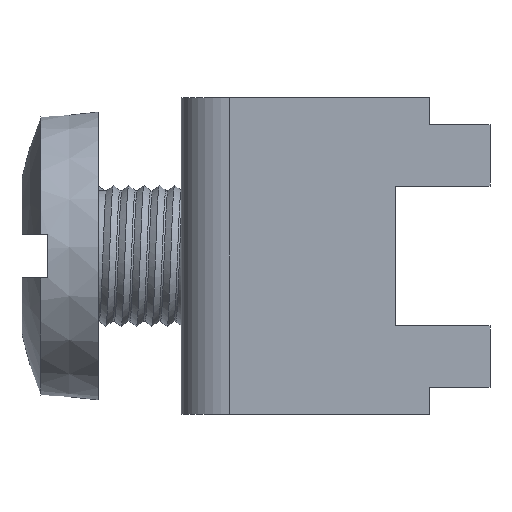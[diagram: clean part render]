
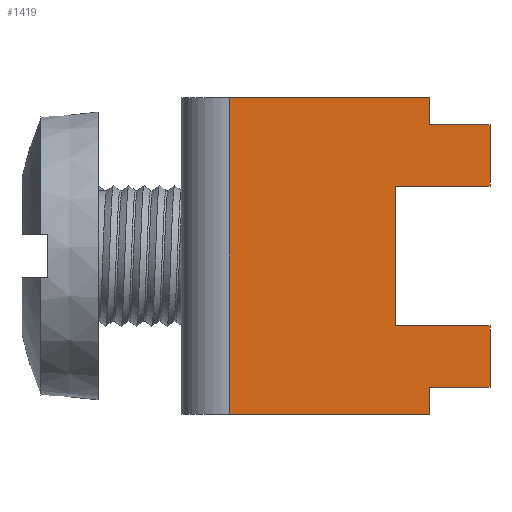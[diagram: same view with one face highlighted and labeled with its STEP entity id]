
A CAD part, left-side view. The second image highlights one B-rep face of the part: STEP entity #1419.
In plain terms, the highlighted planar face has unit normal (-1, 0, 0).
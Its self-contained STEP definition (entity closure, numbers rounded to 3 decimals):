
#66=PLANE('',#1551);
#112=LINE('',#2160,#260);
#135=LINE('',#2210,#283);
#141=LINE('',#2221,#289);
#144=LINE('',#2229,#292);
#146=LINE('',#2234,#294);
#151=LINE('',#2242,#299);
#154=LINE('',#2252,#302);
#171=LINE('',#2505,#319);
#172=LINE('',#2506,#320);
#173=LINE('',#2508,#321);
#174=LINE('',#2510,#322);
#175=LINE('',#2511,#323);
#260=VECTOR('',#1674,1000.);
#283=VECTOR('',#1711,1000.);
#289=VECTOR('',#1719,1000.);
#292=VECTOR('',#1724,1000.);
#294=VECTOR('',#1728,1000.);
#299=VECTOR('',#1735,1000.);
#302=VECTOR('',#1744,1000.);
#319=VECTOR('',#1777,1000.);
#320=VECTOR('',#1778,1000.);
#321=VECTOR('',#1779,1000.);
#322=VECTOR('',#1780,1000.);
#323=VECTOR('',#1781,1000.);
#465=FACE_OUTER_BOUND('',#554,.T.);
#554=EDGE_LOOP('',(#1108,#1109,#1110,#1111,#1112,#1113,#1114,#1115,#1116,
#1117,#1118,#1119));
#669=VERTEX_POINT('',#2157);
#670=VERTEX_POINT('',#2159);
#689=VERTEX_POINT('',#2208);
#690=VERTEX_POINT('',#2209);
#694=VERTEX_POINT('',#2219);
#697=VERTEX_POINT('',#2226);
#698=VERTEX_POINT('',#2228);
#699=VERTEX_POINT('',#2232);
#700=VERTEX_POINT('',#2233);
#706=VERTEX_POINT('',#2250);
#719=VERTEX_POINT('',#2507);
#720=VERTEX_POINT('',#2509);
#807=EDGE_CURVE('',#670,#669,#112,.T.);
#830=EDGE_CURVE('',#689,#690,#135,.T.);
#836=EDGE_CURVE('',#694,#689,#141,.T.);
#839=EDGE_CURVE('',#698,#697,#144,.T.);
#841=EDGE_CURVE('',#699,#700,#146,.T.);
#846=EDGE_CURVE('',#698,#699,#151,.T.);
#851=EDGE_CURVE('',#694,#706,#154,.T.);
#874=EDGE_CURVE('',#669,#700,#171,.T.);
#875=EDGE_CURVE('',#697,#690,#172,.T.);
#876=EDGE_CURVE('',#706,#719,#173,.T.);
#877=EDGE_CURVE('',#720,#719,#174,.T.);
#878=EDGE_CURVE('',#720,#670,#175,.T.);
#1108=ORIENTED_EDGE('',*,*,#807,.T.);
#1109=ORIENTED_EDGE('',*,*,#874,.T.);
#1110=ORIENTED_EDGE('',*,*,#841,.F.);
#1111=ORIENTED_EDGE('',*,*,#846,.F.);
#1112=ORIENTED_EDGE('',*,*,#839,.T.);
#1113=ORIENTED_EDGE('',*,*,#875,.T.);
#1114=ORIENTED_EDGE('',*,*,#830,.F.);
#1115=ORIENTED_EDGE('',*,*,#836,.F.);
#1116=ORIENTED_EDGE('',*,*,#851,.T.);
#1117=ORIENTED_EDGE('',*,*,#876,.T.);
#1118=ORIENTED_EDGE('',*,*,#877,.F.);
#1119=ORIENTED_EDGE('',*,*,#878,.T.);
#1419=ADVANCED_FACE('',(#465),#66,.F.);
#1551=AXIS2_PLACEMENT_3D('',#2504,#1775,#1776);
#1674=DIRECTION('',(0.,-1.,0.));
#1711=DIRECTION('',(0.,-1.,0.));
#1719=DIRECTION('',(0.,0.,-1.));
#1724=DIRECTION('',(0.,-1.,0.));
#1728=DIRECTION('',(0.,-1.,0.));
#1735=DIRECTION('',(0.,0.,-1.));
#1744=DIRECTION('',(0.,1.,0.));
#1775=DIRECTION('center_axis',(1.,0.,0.));
#1776=DIRECTION('ref_axis',(0.,0.,-1.));
#1777=DIRECTION('',(0.,0.,1.));
#1778=DIRECTION('',(0.,0.,1.));
#1779=DIRECTION('',(0.,0.,-1.));
#1780=DIRECTION('',(0.,1.,0.));
#1781=DIRECTION('',(0.,0.,1.));
#2157=CARTESIAN_POINT('',(-1.805,-3.421,-3.483));
#2159=CARTESIAN_POINT('',(-1.805,-1.917,-3.483));
#2160=CARTESIAN_POINT('',(-1.805,-6.159,-3.483));
#2208=CARTESIAN_POINT('',(-1.805,-1.917,3.045));
#2209=CARTESIAN_POINT('',(-1.805,-3.421,3.045));
#2210=CARTESIAN_POINT('',(-1.805,-1.917,3.045));
#2219=CARTESIAN_POINT('',(-1.805,-1.917,3.718));
#2221=CARTESIAN_POINT('',(-1.805,-1.917,3.718));
#2226=CARTESIAN_POINT('',(-1.805,-3.421,1.521));
#2228=CARTESIAN_POINT('',(-1.805,-1.079,1.521));
#2229=CARTESIAN_POINT('',(-1.805,-1.079,1.521));
#2232=CARTESIAN_POINT('',(-1.805,-1.079,-1.959));
#2233=CARTESIAN_POINT('',(-1.805,-3.421,-1.959));
#2234=CARTESIAN_POINT('',(-1.805,-1.079,-1.959));
#2242=CARTESIAN_POINT('',(-1.805,-1.079,1.521));
#2250=CARTESIAN_POINT('',(-1.805,3.061,3.718));
#2252=CARTESIAN_POINT('',(-1.805,4.255,3.718));
#2504=CARTESIAN_POINT('Origin',(-1.805,-6.159,2.283));
#2505=CARTESIAN_POINT('',(-1.805,-3.421,4.259));
#2506=CARTESIAN_POINT('',(-1.805,-3.421,4.259));
#2507=CARTESIAN_POINT('',(-1.805,3.061,-4.156));
#2508=CARTESIAN_POINT('',(-1.805,3.061,2.283));
#2509=CARTESIAN_POINT('',(-1.805,-1.917,-4.156));
#2510=CARTESIAN_POINT('',(-1.805,4.255,-4.156));
#2511=CARTESIAN_POINT('',(-1.805,-1.917,-4.156));
